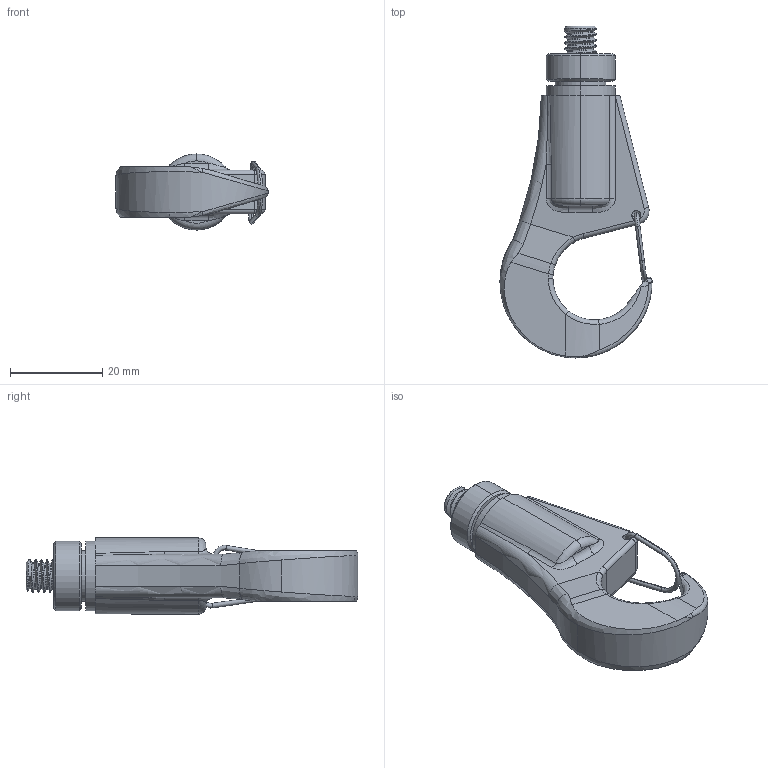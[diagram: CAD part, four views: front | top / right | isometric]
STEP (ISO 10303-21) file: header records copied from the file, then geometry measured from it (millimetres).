
FILE_DESCRIPTION (( 'STEP AP214' ), '1' );
FILE_NAME ('T37634.step', '2023-06-08T07:56:14', ( '' ), ( '' ), 'SwSTEP 2.0', 'SolidWorks 2022', '' );
FILE_SCHEMA (( 'AUTOMOTIVE_DESIGN' ));
Length unit declared in the file: millimetre
Products named in the file (1): T37634
Bounding box: 33 x 72 x 16.5 mm (x, y, z)
Volume: 13421.6 mm3; surface area: 5380.8 mm2
Topology: 1 solids, 1 shells, 148 faces, 377 edges, 231 vertices
Faces by surface type: cylinder 57, bspline 38, plane 23, torus 20, cone 10
Entity records: 6873 total; most frequent: CARTESIAN_POINT 3675, ORIENTED_EDGE 742, DIRECTION 588, EDGE_CURVE 371, AXIS2_PLACEMENT_3D 252, VERTEX_POINT 231, EDGE_LOOP 154, ADVANCED_FACE 148
